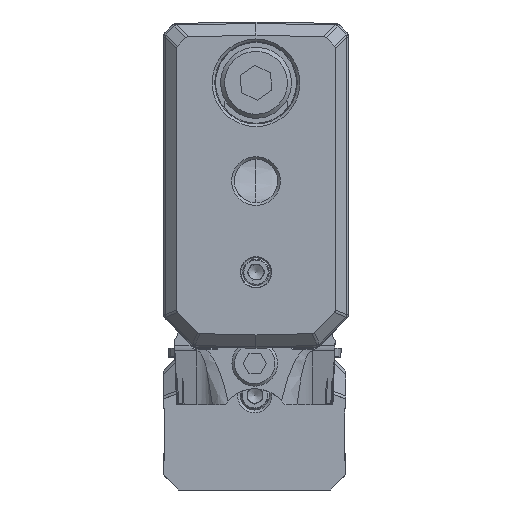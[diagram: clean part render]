
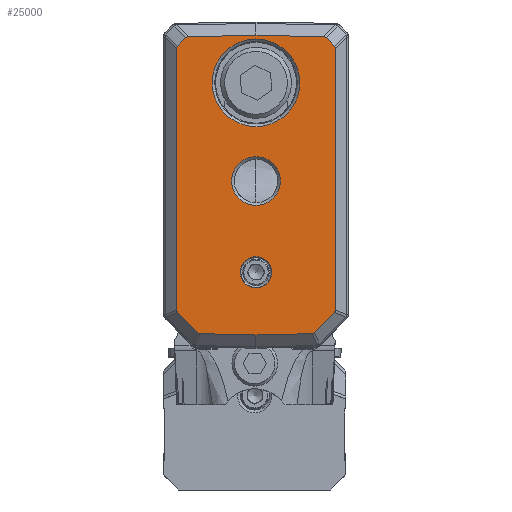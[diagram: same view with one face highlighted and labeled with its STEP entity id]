
A CAD part, front view. The second image highlights one B-rep face of the part: STEP entity #25000.
In plain terms, the highlighted planar face has unit normal (0, -1, 0).
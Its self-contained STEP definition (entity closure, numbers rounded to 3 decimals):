
#14639=FACE_BOUND('',#36520,.T.);
#14640=FACE_BOUND('',#36521,.T.);
#14641=FACE_BOUND('',#36522,.T.);
#14642=FACE_BOUND('',#36523,.T.);
#19289=ELLIPSE('',#114619,0.859,0.5);
#19290=ELLIPSE('',#114621,0.859,0.5);
#19291=ELLIPSE('',#114623,0.736,0.5);
#19292=ELLIPSE('',#114625,0.735,0.5);
#19293=ELLIPSE('',#114627,0.735,0.5);
#19294=ELLIPSE('',#114629,0.736,0.5);
#19295=ELLIPSE('',#114631,0.859,0.5);
#19296=ELLIPSE('',#114633,0.859,0.5);
#20865=PLANE('',#114729);
#25000=ADVANCED_FACE('',(#14639,#14640,#14641,#14642),#20865,.T.);
#36520=EDGE_LOOP('',(#52726,#52727,#52728,#52729,#52730,#52731,#52732,#52733,
#52734,#52735,#52736,#52737,#52738,#52739,#52740,#52741,#52742,#52743));
#36521=EDGE_LOOP('',(#52744));
#36522=EDGE_LOOP('',(#52745));
#36523=EDGE_LOOP('',(#52746));
#52726=ORIENTED_EDGE('',*,*,#82116,.T.);
#52727=ORIENTED_EDGE('',*,*,#82010,.T.);
#52728=ORIENTED_EDGE('',*,*,#82111,.T.);
#52729=ORIENTED_EDGE('',*,*,#82007,.T.);
#52730=ORIENTED_EDGE('',*,*,#82119,.T.);
#52731=ORIENTED_EDGE('',*,*,#82133,.T.);
#52732=ORIENTED_EDGE('',*,*,#81989,.T.);
#52733=ORIENTED_EDGE('',*,*,#82112,.T.);
#52734=ORIENTED_EDGE('',*,*,#81992,.T.);
#52735=ORIENTED_EDGE('',*,*,#82117,.T.);
#52736=ORIENTED_EDGE('',*,*,#81995,.T.);
#52737=ORIENTED_EDGE('',*,*,#82110,.T.);
#52738=ORIENTED_EDGE('',*,*,#81998,.T.);
#52739=ORIENTED_EDGE('',*,*,#82134,.T.);
#52740=ORIENTED_EDGE('',*,*,#82114,.T.);
#52741=ORIENTED_EDGE('',*,*,#82001,.T.);
#52742=ORIENTED_EDGE('',*,*,#82109,.T.);
#52743=ORIENTED_EDGE('',*,*,#82004,.T.);
#52744=ORIENTED_EDGE('',*,*,#81510,.T.);
#52745=ORIENTED_EDGE('',*,*,#81512,.T.);
#52746=ORIENTED_EDGE('',*,*,#81506,.T.);
#70807=VERTEX_POINT('',#166545);
#70811=VERTEX_POINT('',#166581);
#70813=VERTEX_POINT('',#166586);
#71134=VERTEX_POINT('',#170427);
#71135=VERTEX_POINT('',#170429);
#71136=VERTEX_POINT('',#170433);
#71137=VERTEX_POINT('',#170435);
#71138=VERTEX_POINT('',#170439);
#71139=VERTEX_POINT('',#170441);
#71140=VERTEX_POINT('',#170445);
#71141=VERTEX_POINT('',#170447);
#71142=VERTEX_POINT('',#170451);
#71143=VERTEX_POINT('',#170453);
#71144=VERTEX_POINT('',#170457);
#71145=VERTEX_POINT('',#170459);
#71146=VERTEX_POINT('',#170463);
#71147=VERTEX_POINT('',#170465);
#71148=VERTEX_POINT('',#170469);
#71149=VERTEX_POINT('',#170471);
#71201=VERTEX_POINT('',#170829);
#71202=VERTEX_POINT('',#170837);
#81506=EDGE_CURVE('',#70807,#70807,#106882,.T.);
#81510=EDGE_CURVE('',#70811,#70811,#106884,.T.);
#81512=EDGE_CURVE('',#70813,#70813,#106886,.T.);
#81989=EDGE_CURVE('',#71134,#71135,#19289,.T.);
#81992=EDGE_CURVE('',#71136,#71137,#19290,.T.);
#81995=EDGE_CURVE('',#71138,#71139,#19291,.T.);
#81998=EDGE_CURVE('',#71140,#71141,#19292,.T.);
#82001=EDGE_CURVE('',#71142,#71143,#19293,.T.);
#82004=EDGE_CURVE('',#71144,#71145,#19294,.T.);
#82007=EDGE_CURVE('',#71146,#71147,#19295,.T.);
#82010=EDGE_CURVE('',#71148,#71149,#19296,.T.);
#82109=EDGE_CURVE('',#71143,#71144,#92897,.T.);
#82110=EDGE_CURVE('',#71139,#71140,#92898,.T.);
#82111=EDGE_CURVE('',#71149,#71146,#92899,.T.);
#82112=EDGE_CURVE('',#71135,#71136,#92900,.T.);
#82114=EDGE_CURVE('',#71201,#71142,#92901,.T.);
#82116=EDGE_CURVE('',#71145,#71148,#92903,.T.);
#82117=EDGE_CURVE('',#71137,#71138,#92904,.T.);
#82119=EDGE_CURVE('',#71147,#71202,#92906,.T.);
#82133=EDGE_CURVE('',#71202,#71134,#92910,.T.);
#82134=EDGE_CURVE('',#71141,#71201,#92911,.T.);
#92897=LINE('',#170816,#101027);
#92898=LINE('',#170818,#101028);
#92899=LINE('',#170820,#101029);
#92900=LINE('',#170822,#101030);
#92901=LINE('',#170828,#101031);
#92903=LINE('',#170832,#101033);
#92904=LINE('',#170834,#101034);
#92906=LINE('',#170838,#101036);
#92910=LINE('',#170873,#101040);
#92911=LINE('',#170874,#101041);
#101027=VECTOR('',#130929,1.);
#101028=VECTOR('',#130932,1.);
#101029=VECTOR('',#130935,1.);
#101030=VECTOR('',#130938,1.);
#101031=VECTOR('',#130947,1.);
#101033=VECTOR('',#130951,1.);
#101034=VECTOR('',#130954,1.);
#101036=VECTOR('',#130958,1.);
#101040=VECTOR('',#130998,1.);
#101041=VECTOR('',#130999,1.);
#106882=CIRCLE('',#114351,2.4);
#106884=CIRCLE('',#114355,1.55);
#106886=CIRCLE('',#114358,4.323);
#114351=AXIS2_PLACEMENT_3D('',#166544,#129972,#129973);
#114355=AXIS2_PLACEMENT_3D('',#166580,#129980,#129981);
#114358=AXIS2_PLACEMENT_3D('',#166585,#129986,#129987);
#114619=AXIS2_PLACEMENT_3D('',#170430,#130705,#130706);
#114621=AXIS2_PLACEMENT_3D('',#170436,#130711,#130712);
#114623=AXIS2_PLACEMENT_3D('',#170442,#130717,#130718);
#114625=AXIS2_PLACEMENT_3D('',#170448,#130723,#130724);
#114627=AXIS2_PLACEMENT_3D('',#170454,#130729,#130730);
#114629=AXIS2_PLACEMENT_3D('',#170460,#130735,#130736);
#114631=AXIS2_PLACEMENT_3D('',#170466,#130741,#130742);
#114633=AXIS2_PLACEMENT_3D('',#170472,#130747,#130748);
#114729=AXIS2_PLACEMENT_3D('',#170875,#131000,#131001);
#129972=DIRECTION('',(0.,1.,0.));
#129973=DIRECTION('',(0.,0.,-1.));
#129980=DIRECTION('',(0.,1.,0.));
#129981=DIRECTION('',(0.,0.,-1.));
#129986=DIRECTION('',(0.,1.,0.));
#129987=DIRECTION('',(0.,0.,-1.));
#130705=DIRECTION('',(0.,-1.,0.));
#130706=DIRECTION('',(0.716,0.,-0.698));
#130711=DIRECTION('',(0.,-1.,0.));
#130712=DIRECTION('',(0.716,0.,-0.698));
#130717=DIRECTION('',(0.,-1.,0.));
#130718=DIRECTION('',(-0.926,0.,-0.379));
#130723=DIRECTION('',(0.,-1.,0.));
#130724=DIRECTION('',(-0.398,0.,-0.917));
#130729=DIRECTION('',(0.,-1.,0.));
#130730=DIRECTION('',(-0.398,0.,0.917));
#130735=DIRECTION('',(0.,-1.,0.));
#130736=DIRECTION('',(-0.926,0.,0.379));
#130741=DIRECTION('',(0.,-1.,0.));
#130742=DIRECTION('',(0.716,0.,0.698));
#130747=DIRECTION('',(0.,-1.,0.));
#130748=DIRECTION('',(0.716,0.,0.698));
#130929=DIRECTION('',(0.701,0.,0.713));
#130932=DIRECTION('',(0.701,0.,-0.713));
#130935=DIRECTION('',(-0.698,0.,0.716));
#130938=DIRECTION('',(-0.698,0.,-0.716));
#130947=DIRECTION('',(1.,0.,0.025));
#130951=DIRECTION('',(0.,0.,1.));
#130954=DIRECTION('',(0.,0.,-1.));
#130958=DIRECTION('',(-1.,0.,0.025));
#130998=DIRECTION('',(-1.,0.,-0.025));
#130999=DIRECTION('',(1.,0.,-0.025));
#131000=DIRECTION('',(0.,-1.,0.));
#131001=DIRECTION('',(0.,0.,-1.));
#166544=CARTESIAN_POINT('',(0.125,-28.5,-15.7));
#166545=CARTESIAN_POINT('',(0.125,-28.5,-18.1));
#166580=CARTESIAN_POINT('',(0.125,-28.5,-24.7));
#166581=CARTESIAN_POINT('',(0.125,-28.5,-26.25));
#166585=CARTESIAN_POINT('',(0.125,-28.5,-6.));
#166586=CARTESIAN_POINT('',(0.125,-28.5,-10.323));
#170427=CARTESIAN_POINT('',(-6.564,-28.5,-1.465));
#170429=CARTESIAN_POINT('',(-6.816,-28.5,-1.564));
#170430=CARTESIAN_POINT('',(-6.201,-28.5,-2.163));
#170433=CARTESIAN_POINT('',(-7.608,-28.5,-2.375));
#170435=CARTESIAN_POINT('',(-7.7,-28.5,-2.63));
#170436=CARTESIAN_POINT('',(-6.993,-28.5,-2.975));
#170439=CARTESIAN_POINT('',(-7.7,-28.5,-28.416));
#170441=CARTESIAN_POINT('',(-7.599,-28.5,-28.664));
#170442=CARTESIAN_POINT('',(-6.993,-28.5,-28.272));
#170445=CARTESIAN_POINT('',(-5.639,-28.5,-30.658));
#170447=CARTESIAN_POINT('',(-5.396,-28.5,-30.764));
#170448=CARTESIAN_POINT('',(-5.235,-28.5,-30.06));
#170451=CARTESIAN_POINT('',(5.646,-28.5,-30.764));
#170453=CARTESIAN_POINT('',(5.889,-28.5,-30.658));
#170454=CARTESIAN_POINT('',(5.485,-28.5,-30.06));
#170457=CARTESIAN_POINT('',(7.849,-28.5,-28.664));
#170459=CARTESIAN_POINT('',(7.95,-28.5,-28.416));
#170460=CARTESIAN_POINT('',(7.243,-28.5,-28.272));
#170463=CARTESIAN_POINT('',(7.066,-28.5,-1.564));
#170465=CARTESIAN_POINT('',(6.814,-28.5,-1.465));
#170466=CARTESIAN_POINT('',(6.451,-28.5,-2.163));
#170469=CARTESIAN_POINT('',(7.95,-28.5,-2.63));
#170471=CARTESIAN_POINT('',(7.858,-28.5,-2.375));
#170472=CARTESIAN_POINT('',(7.243,-28.5,-2.975));
#170816=CARTESIAN_POINT('',(-2.196,-28.5,-38.886));
#170818=CARTESIAN_POINT('',(-6.519,-28.5,-29.762));
#170820=CARTESIAN_POINT('',(14.544,-28.5,-9.227));
#170822=CARTESIAN_POINT('',(-23.195,-28.5,-18.349));
#170828=CARTESIAN_POINT('',(-9.027,-28.5,-31.126));
#170829=CARTESIAN_POINT('',(0.125,-28.5,-30.9));
#170832=CARTESIAN_POINT('',(7.95,-28.5,-32.2));
#170834=CARTESIAN_POINT('',(-7.7,-28.5,-32.2));
#170837=CARTESIAN_POINT('',(0.125,-28.5,-1.3));
#170838=CARTESIAN_POINT('',(-8.232,-28.5,-1.094));
#170873=CARTESIAN_POINT('',(-9.757,-28.5,-1.544));
#170874=CARTESIAN_POINT('',(-8.962,-28.5,-30.676));
#170875=CARTESIAN_POINT('',(-9.,-28.5,-32.2));
